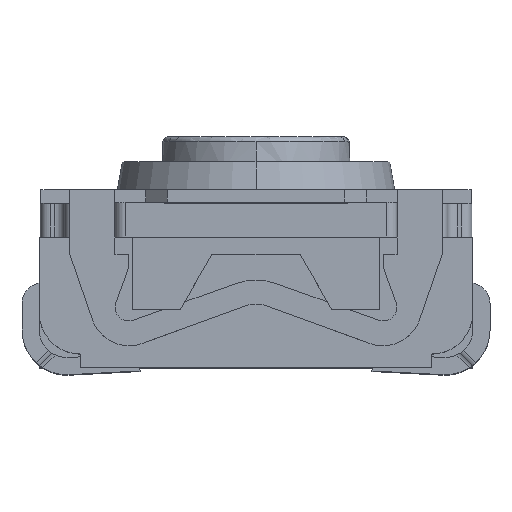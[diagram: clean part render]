
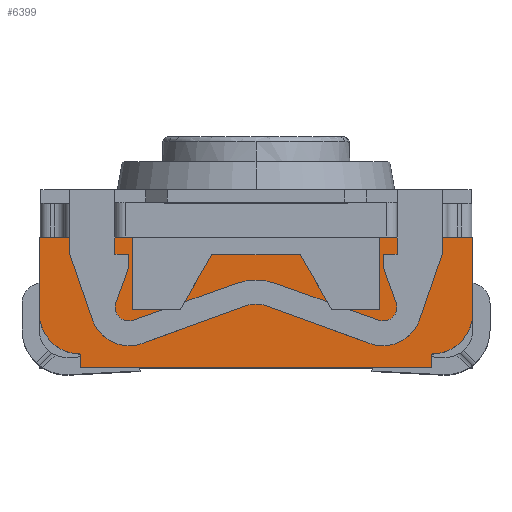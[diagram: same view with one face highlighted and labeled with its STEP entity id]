
A CAD part, top view. The second image highlights one B-rep face of the part: STEP entity #6399.
In plain terms, the highlighted planar face has unit normal (0, 0, 1).
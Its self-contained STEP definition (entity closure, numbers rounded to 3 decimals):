
#38 = DIRECTION ( 'NONE',  ( 0., 0., -1. ) ) ;
#124 = LINE ( 'NONE', #643, #7741 ) ;
#643 = CARTESIAN_POINT ( 'NONE',  ( -3.15, -1.9, 2.8 ) ) ;
#682 = CARTESIAN_POINT ( 'NONE',  ( 1.8, -1.9, 2.8 ) ) ;
#779 = ORIENTED_EDGE ( 'NONE', *, *, #3851, .T. ) ;
#833 = CARTESIAN_POINT ( 'NONE',  ( 1.1, -1.05, 2.8 ) ) ;
#1064 = ORIENTED_EDGE ( 'NONE', *, *, #2454, .T. ) ;
#1139 = CARTESIAN_POINT ( 'NONE',  ( 4., -1.05, 2.8 ) ) ;
#1178 = LINE ( 'NONE', #2397, #3057 ) ;
#1252 = VECTOR ( 'NONE', #9755, 1000. ) ;
#1253 = ORIENTED_EDGE ( 'NONE', *, *, #1593, .F. ) ;
#1270 = CARTESIAN_POINT ( 'NONE',  ( -1.1, -1.05, 2.8 ) ) ;
#1288 = CARTESIAN_POINT ( 'NONE',  ( 3.15, -1.1, 2.8 ) ) ;
#1305 = EDGE_CURVE ( 'NONE', #10343, #4778, #4510, .T. ) ;
#1423 = VERTEX_POINT ( 'NONE', #5526 ) ;
#1426 = EDGE_CURVE ( 'NONE', #8355, #3423, #9319, .T. ) ;
#1453 = CARTESIAN_POINT ( 'NONE',  ( -3.15, -1.1, 2.8 ) ) ;
#1593 = EDGE_CURVE ( 'NONE', #1852, #10859, #8637, .T. ) ;
#1645 = VERTEX_POINT ( 'NONE', #3112 ) ;
#1736 = VECTOR ( 'NONE', #7502, 1000. ) ;
#1770 = PLANE ( 'NONE',  #4659 ) ;
#1852 = VERTEX_POINT ( 'NONE', #7772 ) ;
#2226 = VECTOR ( 'NONE', #10496, 1000. ) ;
#2397 = CARTESIAN_POINT ( 'NONE',  ( 1.1, -1.05, 2.8 ) ) ;
#2454 = EDGE_CURVE ( 'NONE', #6743, #8329, #1178, .T. ) ;
#2469 = EDGE_CURVE ( 'NONE', #8329, #1423, #3470, .T. ) ;
#2481 = VERTEX_POINT ( 'NONE', #1453 ) ;
#2496 = VECTOR ( 'NONE', #8753, 1000. ) ;
#2500 = CARTESIAN_POINT ( 'NONE',  ( 1.8, -1.05, 2.8 ) ) ;
#2578 = CARTESIAN_POINT ( 'NONE',  ( -2.55, -1.1, 2.8 ) ) ;
#2630 = LINE ( 'NONE', #10747, #8779 ) ;
#2916 = ORIENTED_EDGE ( 'NONE', *, *, #8262, .T. ) ;
#2954 = DIRECTION ( 'NONE',  ( -1., 0., 0. ) ) ;
#3025 = EDGE_CURVE ( 'NONE', #11085, #10343, #2630, .T. ) ;
#3030 = VECTOR ( 'NONE', #10889, 1000. ) ;
#3057 = VECTOR ( 'NONE', #10003, 1000. ) ;
#3112 = CARTESIAN_POINT ( 'NONE',  ( 1.8, 0., 2.8 ) ) ;
#3149 = ORIENTED_EDGE ( 'NONE', *, *, #1426, .T. ) ;
#3367 = LINE ( 'NONE', #6784, #10708 ) ;
#3423 = VERTEX_POINT ( 'NONE', #7265 ) ;
#3470 = LINE ( 'NONE', #8372, #6942 ) ;
#3529 = EDGE_CURVE ( 'NONE', #9629, #6743, #5155, .T. ) ;
#3596 = CARTESIAN_POINT ( 'NONE',  ( -1.8, -1.9, 2.8 ) ) ;
#3660 = DIRECTION ( 'NONE',  ( 1., 0., 0. ) ) ;
#3704 = ORIENTED_EDGE ( 'NONE', *, *, #2469, .T. ) ;
#3755 = CIRCLE ( 'NONE', #8147, 0.6 ) ;
#3851 = EDGE_CURVE ( 'NONE', #1423, #8355, #3367, .T. ) ;
#4003 = LINE ( 'NONE', #10795, #1736 ) ;
#4120 = LINE ( 'NONE', #4763, #9462 ) ;
#4142 = CARTESIAN_POINT ( 'NONE',  ( 0.642, -0.256, 2.8 ) ) ;
#4203 = EDGE_CURVE ( 'NONE', #2481, #1852, #124, .T. ) ;
#4241 = EDGE_CURVE ( 'NONE', #8088, #10639, #4003, .T. ) ;
#4371 = CARTESIAN_POINT ( 'NONE',  ( 2.55, -1.7, 2.8 ) ) ;
#4392 = EDGE_CURVE ( 'NONE', #11085, #2481, #8412, .T. ) ;
#4510 = LINE ( 'NONE', #7990, #2226 ) ;
#4659 = AXIS2_PLACEMENT_3D ( 'NONE', #682, #4849, #8248 ) ;
#4735 = EDGE_CURVE ( 'NONE', #1645, #10639, #4120, .T. ) ;
#4746 = VECTOR ( 'NONE', #8005, 1000. ) ;
#4763 = CARTESIAN_POINT ( 'NONE',  ( 1.8, 0., 2.8 ) ) ;
#4778 = VERTEX_POINT ( 'NONE', #10894 ) ;
#4818 = DIRECTION ( 'NONE',  ( -1., 0., 0. ) ) ;
#4849 = DIRECTION ( 'NONE',  ( 0., 0., 1. ) ) ;
#4995 = CARTESIAN_POINT ( 'NONE',  ( -2.55, -1.7, 2.8 ) ) ;
#5155 = LINE ( 'NONE', #1139, #1252 ) ;
#5317 = VECTOR ( 'NONE', #2954, 1000. ) ;
#5526 = CARTESIAN_POINT ( 'NONE',  ( -0.642, -0.256, 2.8 ) ) ;
#5589 = DIRECTION ( 'NONE',  ( 1., 0., 0. ) ) ;
#5615 = CARTESIAN_POINT ( 'NONE',  ( -3.15, 0., 2.8 ) ) ;
#5736 = AXIS2_PLACEMENT_3D ( 'NONE', #2578, #38, #6697 ) ;
#5762 = LINE ( 'NONE', #3596, #9894 ) ;
#5797 = ORIENTED_EDGE ( 'NONE', *, *, #9687, .T. ) ;
#5966 = CARTESIAN_POINT ( 'NONE',  ( -1.1, -1.05, 2.8 ) ) ;
#5999 = ORIENTED_EDGE ( 'NONE', *, *, #1305, .T. ) ;
#6047 = CARTESIAN_POINT ( 'NONE',  ( -1.8, 0., 2.8 ) ) ;
#6170 = CARTESIAN_POINT ( 'NONE',  ( 1.8, -1.9, 2.8 ) ) ;
#6219 = CARTESIAN_POINT ( 'NONE',  ( 2.55, -1.1, 2.8 ) ) ;
#6364 = ORIENTED_EDGE ( 'NONE', *, *, #3025, .T. ) ;
#6399 = ADVANCED_FACE ( 'NONE', ( #7225 ), #1770, .T. ) ;
#6697 = DIRECTION ( 'NONE',  ( 1., 0., 0. ) ) ;
#6743 = VERTEX_POINT ( 'NONE', #833 ) ;
#6784 = CARTESIAN_POINT ( 'NONE',  ( -0.642, -0.256, 2.8 ) ) ;
#6942 = VECTOR ( 'NONE', #4818, 1000. ) ;
#6977 = ORIENTED_EDGE ( 'NONE', *, *, #4392, .F. ) ;
#7225 = FACE_OUTER_BOUND ( 'NONE', #7917, .T. ) ;
#7265 = CARTESIAN_POINT ( 'NONE',  ( -1.8, -1.05, 2.8 ) ) ;
#7376 = CARTESIAN_POINT ( 'NONE',  ( 2.55, -1.9, 2.8 ) ) ;
#7388 = ORIENTED_EDGE ( 'NONE', *, *, #4735, .F. ) ;
#7502 = DIRECTION ( 'NONE',  ( 0., 1., 0. ) ) ;
#7543 = EDGE_CURVE ( 'NONE', #9629, #1645, #8776, .T. ) ;
#7585 = LINE ( 'NONE', #7376, #3030 ) ;
#7667 = DIRECTION ( 'NONE',  ( -0.5, -0.866, 0. ) ) ;
#7741 = VECTOR ( 'NONE', #9080, 1000. ) ;
#7772 = CARTESIAN_POINT ( 'NONE',  ( -3.15, 0., 2.8 ) ) ;
#7864 = DIRECTION ( 'NONE',  ( 0., 0., -1. ) ) ;
#7917 = EDGE_LOOP ( 'NONE', ( #10583, #10477, #7388, #9195, #10886, #1064, #3704, #779, #3149, #5797, #1253, #8250, #6977, #6364, #5999, #2916 ) ) ;
#7990 = CARTESIAN_POINT ( 'NONE',  ( -3.15, -1.9, 2.8 ) ) ;
#8005 = DIRECTION ( 'NONE',  ( 1., 0., 0. ) ) ;
#8088 = VERTEX_POINT ( 'NONE', #1288 ) ;
#8147 = AXIS2_PLACEMENT_3D ( 'NONE', #6219, #7864, #3660 ) ;
#8193 = DIRECTION ( 'NONE',  ( 0., -1., 0. ) ) ;
#8248 = DIRECTION ( 'NONE',  ( 1., 0., 0. ) ) ;
#8250 = ORIENTED_EDGE ( 'NONE', *, *, #4203, .F. ) ;
#8262 = EDGE_CURVE ( 'NONE', #4778, #10892, #7585, .T. ) ;
#8329 = VERTEX_POINT ( 'NONE', #4142 ) ;
#8355 = VERTEX_POINT ( 'NONE', #5966 ) ;
#8372 = CARTESIAN_POINT ( 'NONE',  ( 0.642, -0.256, 2.8 ) ) ;
#8412 = CIRCLE ( 'NONE', #5736, 0.6 ) ;
#8637 = LINE ( 'NONE', #5615, #4746 ) ;
#8753 = DIRECTION ( 'NONE',  ( 0., 1., 0. ) ) ;
#8776 = LINE ( 'NONE', #6170, #2496 ) ;
#8779 = VECTOR ( 'NONE', #8193, 1000. ) ;
#9080 = DIRECTION ( 'NONE',  ( 0., 1., 0. ) ) ;
#9195 = ORIENTED_EDGE ( 'NONE', *, *, #7543, .F. ) ;
#9319 = LINE ( 'NONE', #1270, #5317 ) ;
#9462 = VECTOR ( 'NONE', #5589, 1000. ) ;
#9540 = DIRECTION ( 'NONE',  ( 0., 1., 0. ) ) ;
#9629 = VERTEX_POINT ( 'NONE', #2500 ) ;
#9677 = CARTESIAN_POINT ( 'NONE',  ( -2.55, -1.9, 2.8 ) ) ;
#9687 = EDGE_CURVE ( 'NONE', #3423, #10859, #5762, .T. ) ;
#9741 = EDGE_CURVE ( 'NONE', #8088, #10892, #3755, .T. ) ;
#9755 = DIRECTION ( 'NONE',  ( -1., 0., 0. ) ) ;
#9894 = VECTOR ( 'NONE', #9540, 1000. ) ;
#10003 = DIRECTION ( 'NONE',  ( -0.5, 0.866, 0. ) ) ;
#10343 = VERTEX_POINT ( 'NONE', #9677 ) ;
#10477 = ORIENTED_EDGE ( 'NONE', *, *, #4241, .T. ) ;
#10496 = DIRECTION ( 'NONE',  ( 1., 0., 0. ) ) ;
#10583 = ORIENTED_EDGE ( 'NONE', *, *, #9741, .F. ) ;
#10639 = VERTEX_POINT ( 'NONE', #10790 ) ;
#10708 = VECTOR ( 'NONE', #7667, 1000. ) ;
#10747 = CARTESIAN_POINT ( 'NONE',  ( -2.55, -1.9, 2.8 ) ) ;
#10790 = CARTESIAN_POINT ( 'NONE',  ( 3.15, 0., 2.8 ) ) ;
#10795 = CARTESIAN_POINT ( 'NONE',  ( 3.15, -1.9, 2.8 ) ) ;
#10859 = VERTEX_POINT ( 'NONE', #6047 ) ;
#10886 = ORIENTED_EDGE ( 'NONE', *, *, #3529, .T. ) ;
#10889 = DIRECTION ( 'NONE',  ( 0., 1., 0. ) ) ;
#10892 = VERTEX_POINT ( 'NONE', #4371 ) ;
#10894 = CARTESIAN_POINT ( 'NONE',  ( 2.55, -1.9, 2.8 ) ) ;
#11085 = VERTEX_POINT ( 'NONE', #4995 ) ;
